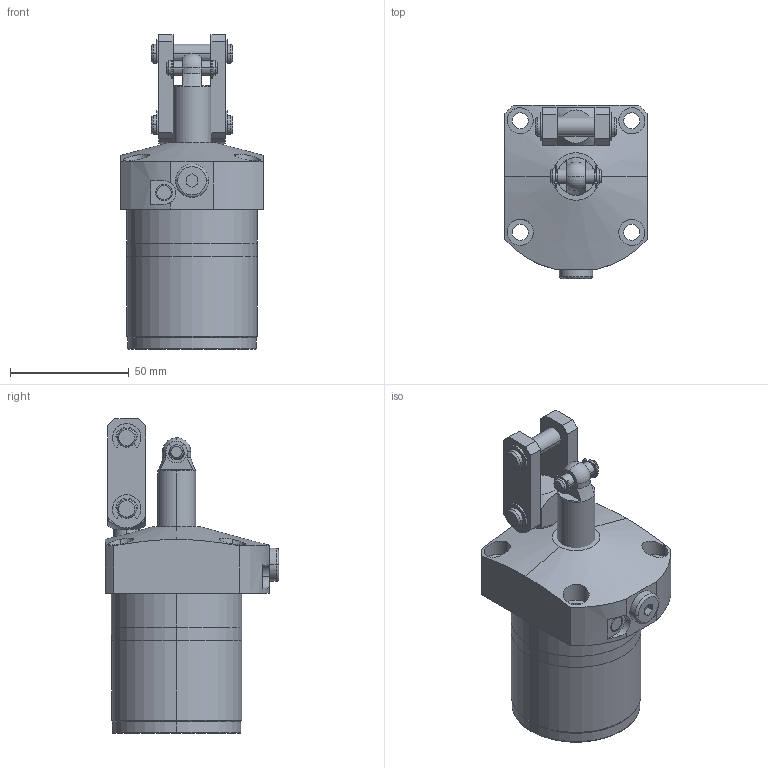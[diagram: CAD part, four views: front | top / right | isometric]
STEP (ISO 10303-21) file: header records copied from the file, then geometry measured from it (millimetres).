
FILE_DESCRIPTION (( 'STEP AP203' ), '1' );
FILE_NAME ('LM0550-CC.STEP', '2018-12-15T06:16:29', ( '微软用户' ), ( '微软中国' ), 'SwSTEP 2.0', 'SolidWorks 2012', '' );
FILE_SCHEMA (( 'CONFIG_CONTROL_DESIGN' ));
Length unit declared in the file: millimetre
Products named in the file (11): LM0550-CC_rev1.sldasm-Part-10; LM0550-CC; LM0550-CC_rev1.sldasm-Part-6; LM0550-CC_rev1.sldasm-Part-3; LM0550-CC_rev1.sldasm-Part-9; LM0550-CC_rev1.sldasm-Part-5; LM0550-CC_rev1.sldasm-Part-2; LM0550-CC_rev1.sldasm-Part-4; LM0550-CC_rev1.sldasm-Part-1; LM0550-CC_rev1.sldasm-Part-8; LM0550-CC_rev1.sldasm-Part-7
Assembly tree (16 placements, depth 2):
  LM0550-CC
    LM0550-CC_rev1.sldasm-Part-1
    LM0550-CC_rev1.sldasm-Part-2  x4
    LM0550-CC_rev1.sldasm-Part-3  x2
    LM0550-CC_rev1.sldasm-Part-4  x2
    LM0550-CC_rev1.sldasm-Part-5
    LM0550-CC_rev1.sldasm-Part-6  x2
    LM0550-CC_rev1.sldasm-Part-7
    LM0550-CC_rev1.sldasm-Part-8
    LM0550-CC_rev1.sldasm-Part-9
    LM0550-CC_rev1.sldasm-Part-10
Bounding box: 60 x 73 x 132.5 mm (x, y, z)
Volume: 249492.3 mm3; surface area: 38231.8 mm2
Topology: 16 solids, 16 shells, 364 faces, 900 edges, 588 vertices
Faces by surface type: cylinder 201, plane 126, cone 27, torus 8, sphere 2
Entity records: 8896 total; most frequent: CARTESIAN_POINT 1924, DIRECTION 1284, ORIENTED_EDGE 1114, EDGE_CURVE 557, AXIS2_PLACEMENT_3D 523, VERTEX_POINT 362, CIRCLE 271, EDGE_LOOP 269
